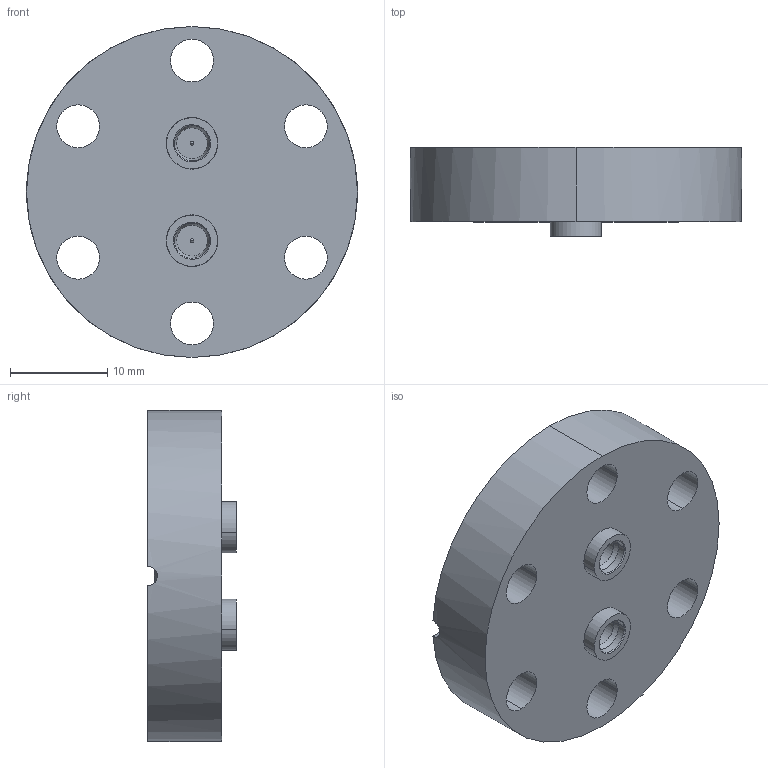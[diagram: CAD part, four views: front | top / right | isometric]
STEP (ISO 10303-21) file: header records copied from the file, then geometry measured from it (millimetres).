
FILE_DESCRIPTION (( 'STEP AP214' ), '1' );
FILE_NAME ('242-SMPD-SD-C16-2_00.STEP', '2024-10-11T09:54:59', ( '' ), ( '' ), 'SwSTEP 2.0', 'SolidWorks 2022', '' );
FILE_SCHEMA (( 'AUTOMOTIVE_DESIGN' ));
Length unit declared in the file: millimetre
Products named in the file (3): 242-SMPD-SD; 9242-SMPD-C16-X_9242-SMPD-C16-2; 242-SMPD-SD-C16-2_00
Assembly tree (3 placements, depth 2):
  242-SMPD-SD-C16-2_00
    9242-SMPD-C16-X_9242-SMPD-C16-2
    242-SMPD-SD  x2
Bounding box: 34 x 9.1 x 34 mm (x, y, z)
Volume: 5746 mm3; surface area: 3781.3 mm2
Topology: 5 solids, 5 shells, 88 faces, 204 edges, 122 vertices
Faces by surface type: cylinder 46, cone 20, plane 12, sphere 8, torus 2
Entity records: 1941 total; most frequent: CARTESIAN_POINT 350, DIRECTION 348, ORIENTED_EDGE 272, AXIS2_PLACEMENT_3D 150, EDGE_CURVE 136, VERTEX_POINT 84, CIRCLE 84, EDGE_LOOP 78
